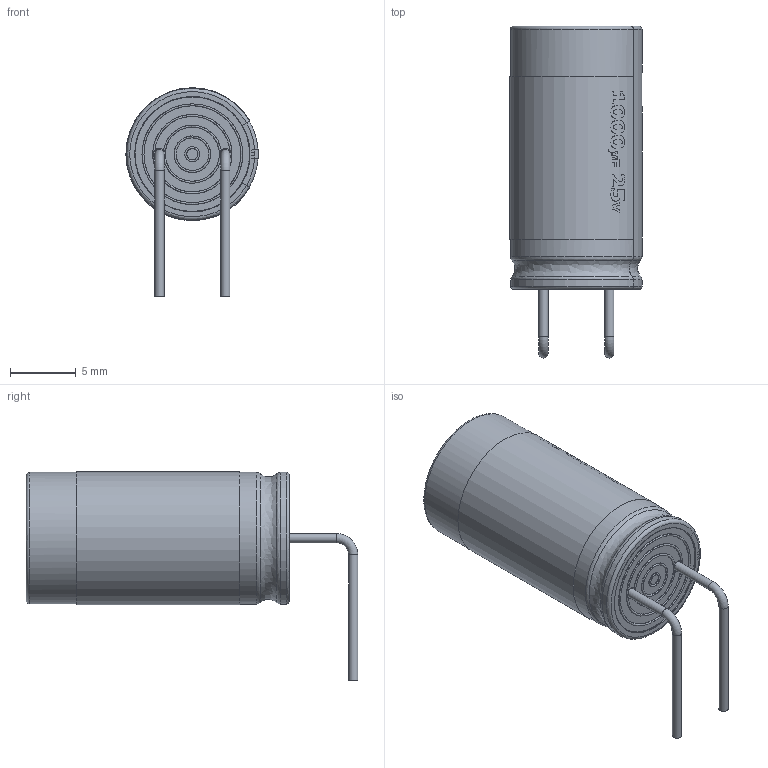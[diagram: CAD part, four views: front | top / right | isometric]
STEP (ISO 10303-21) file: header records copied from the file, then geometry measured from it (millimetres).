
FILE_DESCRIPTION (( 'STEP AP214' ), '1' );
FILE_NAME ('10x20mm -P.diameter 5mm.STEP', '2023-07-20T01:47:44', ( '' ), ( '' ), 'SwSTEP 2.0', 'SolidWorks 2022', '' );
FILE_SCHEMA (( 'AUTOMOTIVE_DESIGN' ));
Length unit declared in the file: inch
Products named in the file (1): 10x20mm -P.diameter 5mm
Bounding box: 10.05 x 25.19 x 15.85 mm (x, y, z)
Surface area: 1455.1 mm2 (no closed solid volume)
Topology: 0 solids, 18 shells, 138 faces, 516 edges, 420 vertices
Faces by surface type: cylinder 61, plane 51, bspline 24, torus 2
Full cylindrical faces by diameter (mm): 0.7 x4, 0.85 x1, 0.9 x2, 1.15 x1, 2.475 x1, 2.775 x1, 4.1 x1, 6.025 x1, 7.35 x1, 7.65 x1, 8.7 x2
Entity records: 9213 total; most frequent: CARTESIAN_POINT 4129, ORIENTED_EDGE 920, EDGE_CURVE 480, VERTEX_POINT 408, DIRECTION 359, B_SPLINE_CURVE_WITH_KNOTS 350, EDGE_LOOP 188, FACE_OUTER_BOUND 158
